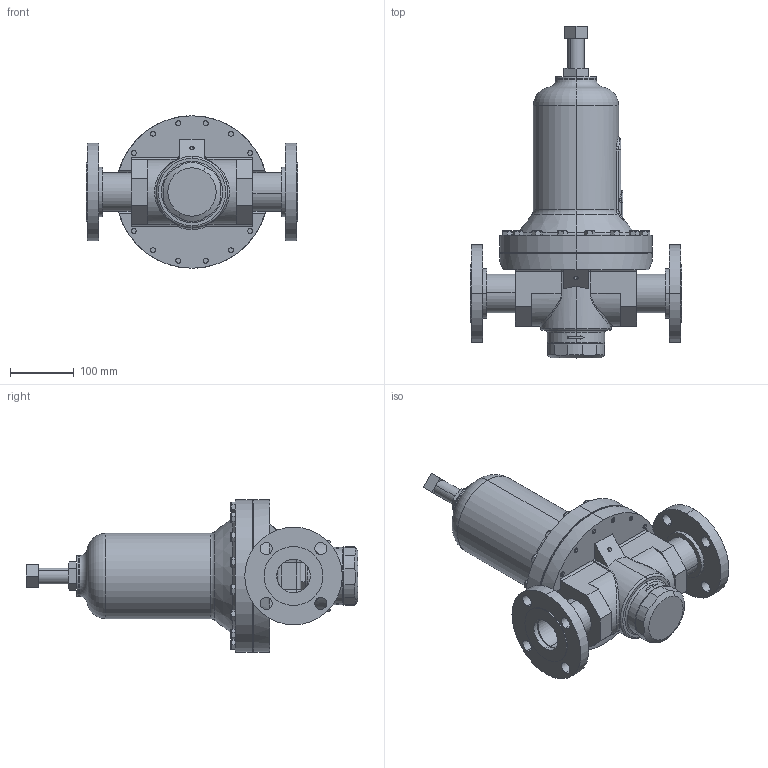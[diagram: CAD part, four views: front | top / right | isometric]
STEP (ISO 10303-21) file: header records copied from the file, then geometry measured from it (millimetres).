
FILE_DESCRIPTION (( 'STEP AP203' ), '1' );
FILE_NAME ('68G-200-WFE-150.STEP', '2025-01-30T19:00:06', ( '' ), ( '' ), 'SwSTEP 2.0', 'SolidWorks 2024', '' );
FILE_SCHEMA (( 'CONFIG_CONTROL_DESIGN' ));
Length unit declared in the file: millimetre
Products named in the file (1): 68G-200-WFE-150
Bounding box: 330.2 x 518.78 x 238.12 mm (x, y, z)
Volume: 5608284 mm3; surface area: 1077501.6 mm2
Topology: 36 solids, 36 shells, 1250 faces, 2975 edges, 1850 vertices
Faces by surface type: cylinder 407, plane 373, cone 229, bspline 132, torus 95, sphere 14
Entity records: 68271 total; most frequent: CARTESIAN_POINT 40178, ORIENTED_EDGE 5918, DIRECTION 5618, EDGE_CURVE 2959, AXIS2_PLACEMENT_3D 2325, VERTEX_POINT 1850, EDGE_LOOP 1463, ADVANCED_FACE 1250
